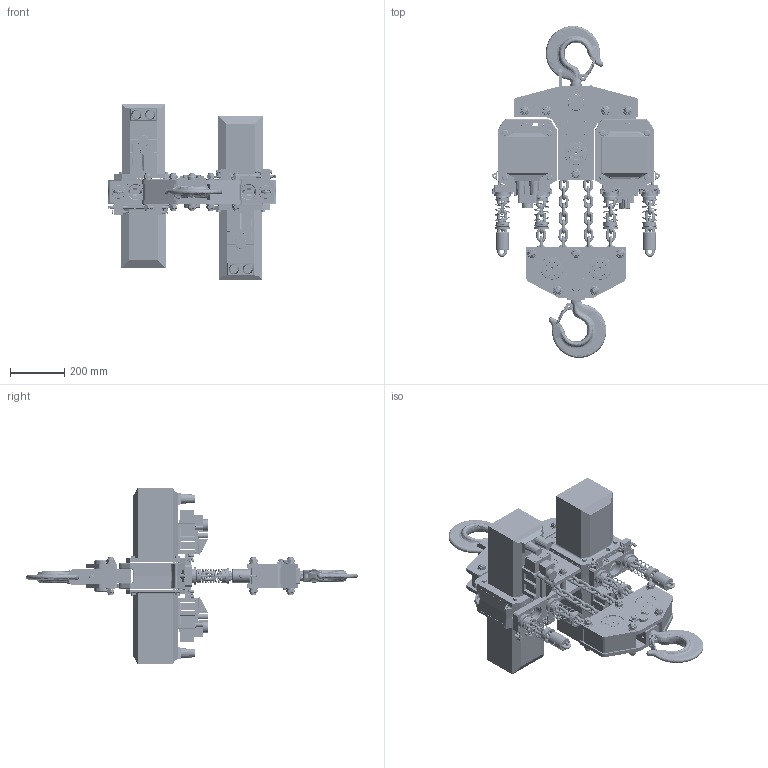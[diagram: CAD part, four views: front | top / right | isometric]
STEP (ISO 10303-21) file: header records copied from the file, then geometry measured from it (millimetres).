
FILE_DESCRIPTION (( 'STEP AP203' ), '1' );
FILE_NAME ('CPA 10t.STEP', '2011-08-04T10:50:08', ( 'Yale Industrial Products GmbH' ), ( 'Yale Industrial Products GmbH' ), 'SwSTEP 2.0', 'SolidWorks 2010', '' );
FILE_SCHEMA (( 'CONFIG_CONTROL_DESIGN' ));
Products named in the file (1): CPA 10t
Bounding box: 625.25 x 1229.28 x 650 mm (x, y, z)
Surface area: 2867549.2 mm2 (no closed solid volume)
Topology: 0 solids, 403 shells, 3715 faces, 12073 edges, 8347 vertices
Faces by surface type: plane 1237, cylinder 1123, torus 559, cone 529, bspline 230, sphere 37
Entity records: 204944 total; most frequent: CARTESIAN_POINT 103063, DIRECTION 21763, ORIENTED_EDGE 18916, EDGE_CURVE 12001, AXIS2_PLACEMENT_3D 8555, VERTEX_POINT 8308, CIRCLE 5069, LINE 4653
